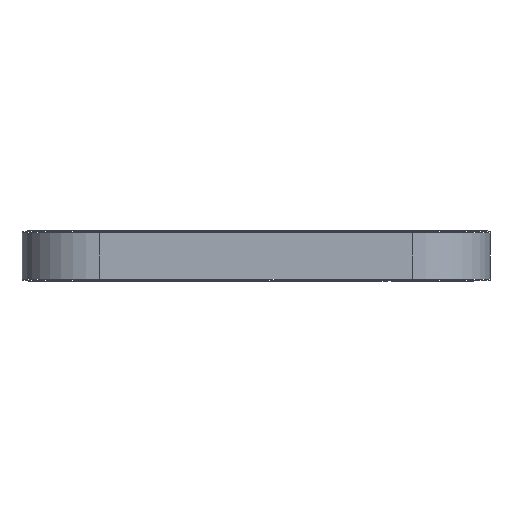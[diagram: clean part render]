
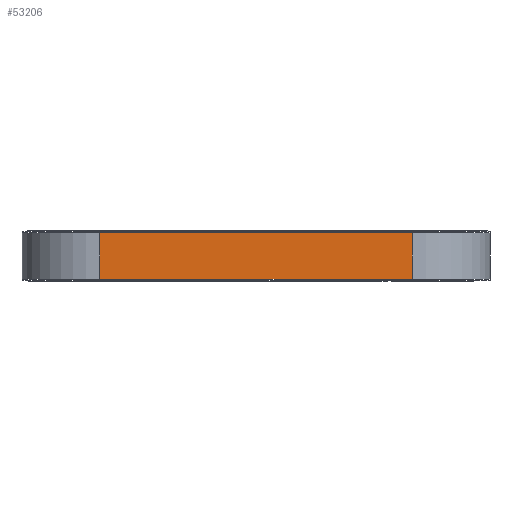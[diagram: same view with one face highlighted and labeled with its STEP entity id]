
A CAD part, left-side view. The second image highlights one B-rep face of the part: STEP entity #53206.
In plain terms, the highlighted planar face has unit normal (-1, 0, 0).
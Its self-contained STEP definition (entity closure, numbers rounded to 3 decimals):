
#52811 = VERTEX_POINT('',#52812);
#52812 = CARTESIAN_POINT('',(136.436,-99.924,0.));
#52819 = EDGE_CURVE('',#52820,#52811,#52822,.T.);
#52820 = VERTEX_POINT('',#52821);
#52821 = CARTESIAN_POINT('',(136.436,-110.084,0.));
#52822 = LINE('',#52823,#52824);
#52823 = CARTESIAN_POINT('',(136.436,-110.084,0.));
#52824 = VECTOR('',#52825,1.);
#52825 = DIRECTION('',(0.,1.,0.));
#52995 = VERTEX_POINT('',#52996);
#52996 = CARTESIAN_POINT('',(136.436,-99.924,1.51));
#53003 = EDGE_CURVE('',#53004,#52995,#53006,.T.);
#53004 = VERTEX_POINT('',#53005);
#53005 = CARTESIAN_POINT('',(136.436,-110.084,1.51));
#53006 = LINE('',#53007,#53008);
#53007 = CARTESIAN_POINT('',(136.436,-110.084,1.51));
#53008 = VECTOR('',#53009,1.);
#53009 = DIRECTION('',(0.,1.,0.));
#53176 = EDGE_CURVE('',#52811,#52995,#53177,.T.);
#53177 = LINE('',#53178,#53179);
#53178 = CARTESIAN_POINT('',(136.436,-99.924,0.));
#53179 = VECTOR('',#53180,1.);
#53180 = DIRECTION('',(0.,0.,1.));
#53206 = ADVANCED_FACE('',(#53207),#53218,.T.);
#53207 = FACE_BOUND('',#53208,.T.);
#53208 = EDGE_LOOP('',(#53209,#53215,#53216,#53217));
#53209 = ORIENTED_EDGE('',*,*,#53210,.T.);
#53210 = EDGE_CURVE('',#52820,#53004,#53211,.T.);
#53211 = LINE('',#53212,#53213);
#53212 = CARTESIAN_POINT('',(136.436,-110.084,0.));
#53213 = VECTOR('',#53214,1.);
#53214 = DIRECTION('',(0.,0.,1.));
#53215 = ORIENTED_EDGE('',*,*,#53003,.T.);
#53216 = ORIENTED_EDGE('',*,*,#53176,.F.);
#53217 = ORIENTED_EDGE('',*,*,#52819,.F.);
#53218 = PLANE('',#53219);
#53219 = AXIS2_PLACEMENT_3D('',#53220,#53221,#53222);
#53220 = CARTESIAN_POINT('',(136.436,-110.084,0.));
#53221 = DIRECTION('',(-1.,0.,0.));
#53222 = DIRECTION('',(0.,1.,0.));
